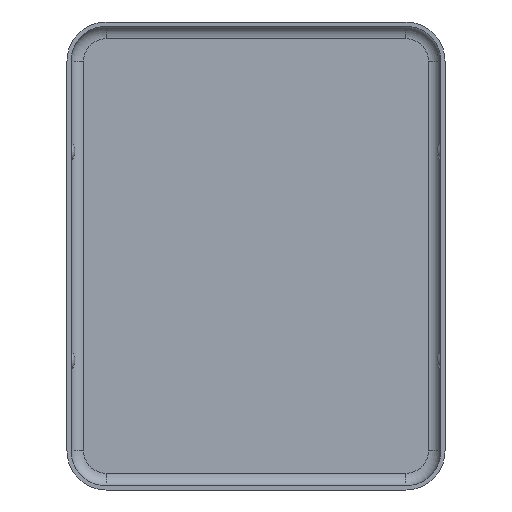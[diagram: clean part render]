
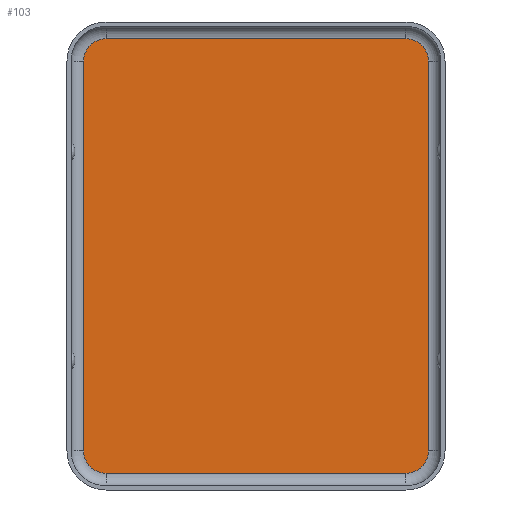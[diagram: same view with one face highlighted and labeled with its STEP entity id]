
A CAD part, front view. The second image highlights one B-rep face of the part: STEP entity #103.
In plain terms, the highlighted planar face has unit normal (0, -1, 0).
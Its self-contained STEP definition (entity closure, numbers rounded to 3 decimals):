
#103 = ADVANCED_FACE( 'NONE', ( #241 ), #242, .T. );
#241 = FACE_OUTER_BOUND( '', #554, .T. );
#242 = PLANE( '', #555 );
#554 = EDGE_LOOP( '', ( #912, #913, #914, #915, #916, #917, #918, #919 ) );
#555 = AXIS2_PLACEMENT_3D( '', #920, #921, #922 );
#912 = ORIENTED_EDGE( '', *, *, #1249, .F. );
#913 = ORIENTED_EDGE( '', *, *, #1229, .F. );
#914 = ORIENTED_EDGE( '', *, *, #1250, .F. );
#915 = ORIENTED_EDGE( '', *, *, #1251, .F. );
#916 = ORIENTED_EDGE( '', *, *, #1252, .F. );
#917 = ORIENTED_EDGE( '', *, *, #1253, .F. );
#918 = ORIENTED_EDGE( '', *, *, #1254, .F. );
#919 = ORIENTED_EDGE( '', *, *, #1255, .F. );
#920 = CARTESIAN_POINT( '', ( 7.15, 0., -9.325 ) );
#921 = DIRECTION( '', ( 0., -1., 0. ) );
#922 = DIRECTION( '', ( 0., 0., -1. ) );
#1229 = EDGE_CURVE( '', #1405, #1407, #1408, .F. );
#1249 = EDGE_CURVE( '', #1407, #1439, #1440, .F. );
#1250 = EDGE_CURVE( '', #1441, #1405, #1442, .F. );
#1251 = EDGE_CURVE( '', #1443, #1441, #1444, .T. );
#1252 = EDGE_CURVE( '', #1445, #1443, #1446, .F. );
#1253 = EDGE_CURVE( '', #1447, #1445, #1448, .T. );
#1254 = EDGE_CURVE( '', #1449, #1447, #1450, .F. );
#1255 = EDGE_CURVE( '', #1439, #1449, #1451, .F. );
#1405 = VERTEX_POINT( '', #1624 );
#1407 = VERTEX_POINT( '', #1626 );
#1408 = LINE( '', #1627, #1628 );
#1439 = VERTEX_POINT( '', #1668 );
#1440 = CIRCLE( '', #1669, 1.075 );
#1441 = VERTEX_POINT( '', #1670 );
#1442 = CIRCLE( '', #1671, 1.075 );
#1443 = VERTEX_POINT( '', #1672 );
#1444 = LINE( '', #1673, #1674 );
#1445 = VERTEX_POINT( '', #1675 );
#1446 = CIRCLE( '', #1676, 1.075 );
#1447 = VERTEX_POINT( '', #1677 );
#1448 = LINE( '', #1678, #1679 );
#1449 = VERTEX_POINT( '', #1680 );
#1450 = CIRCLE( '', #1681, 1.075 );
#1451 = LINE( '', #1682, #1683 );
#1624 = CARTESIAN_POINT( '', ( 7.175, 0., -10.4 ) );
#1626 = CARTESIAN_POINT( '', ( -7.175, 0., -10.4 ) );
#1627 = CARTESIAN_POINT( '', ( 7.15, 0., -10.4 ) );
#1628 = VECTOR( '', #1874, 1000. );
#1668 = CARTESIAN_POINT( '', ( -8.25, 0., -9.325 ) );
#1669 = AXIS2_PLACEMENT_3D( '', #1905, #1906, #1907 );
#1670 = CARTESIAN_POINT( '', ( 8.25, 0., -9.325 ) );
#1671 = AXIS2_PLACEMENT_3D( '', #1908, #1909, #1910 );
#1672 = CARTESIAN_POINT( '', ( 8.25, 0., 9.325 ) );
#1673 = CARTESIAN_POINT( '', ( 8.25, 0., -9.325 ) );
#1674 = VECTOR( '', #1911, 1000. );
#1675 = CARTESIAN_POINT( '', ( 7.175, 0., 10.4 ) );
#1676 = AXIS2_PLACEMENT_3D( '', #1912, #1913, #1914 );
#1677 = CARTESIAN_POINT( '', ( -7.175, 0., 10.4 ) );
#1678 = CARTESIAN_POINT( '', ( 7.15, 0., 10.4 ) );
#1679 = VECTOR( '', #1915, 1000. );
#1680 = CARTESIAN_POINT( '', ( -8.25, 0., 9.325 ) );
#1681 = AXIS2_PLACEMENT_3D( '', #1916, #1917, #1918 );
#1682 = CARTESIAN_POINT( '', ( -8.25, 0., -9.325 ) );
#1683 = VECTOR( '', #1919, 1000. );
#1874 = DIRECTION( '', ( 1., 0., 0. ) );
#1905 = CARTESIAN_POINT( '', ( -7.175, 0., -9.325 ) );
#1906 = DIRECTION( '', ( 0., -1., 0. ) );
#1907 = DIRECTION( '', ( 0., 0., -1. ) );
#1908 = CARTESIAN_POINT( '', ( 7.175, 0., -9.325 ) );
#1909 = DIRECTION( '', ( 0., -1., 0. ) );
#1910 = DIRECTION( '', ( 0., 0., -1. ) );
#1911 = DIRECTION( '', ( 0., 0., -1. ) );
#1912 = CARTESIAN_POINT( '', ( 7.175, 0., 9.325 ) );
#1913 = DIRECTION( '', ( 0., -1., 0. ) );
#1914 = DIRECTION( '', ( 0., 0., -1. ) );
#1915 = DIRECTION( '', ( 1., 0., 0. ) );
#1916 = CARTESIAN_POINT( '', ( -7.175, 0., 9.325 ) );
#1917 = DIRECTION( '', ( 0., -1., 0. ) );
#1918 = DIRECTION( '', ( 0., 0., -1. ) );
#1919 = DIRECTION( '', ( 0., 0., -1. ) );
